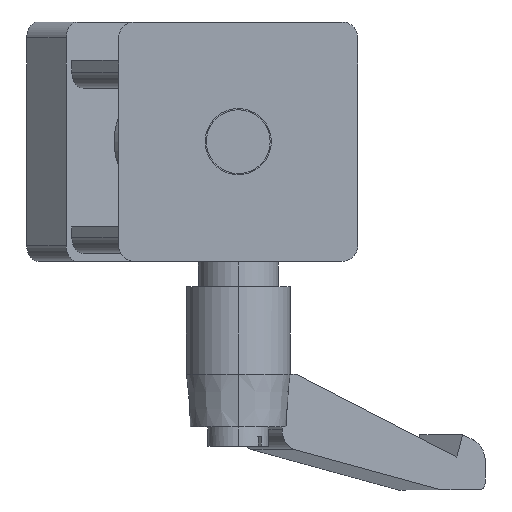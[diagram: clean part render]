
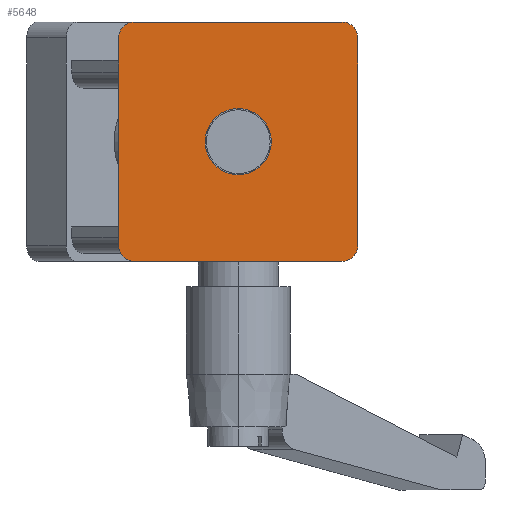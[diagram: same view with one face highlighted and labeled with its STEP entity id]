
A CAD part, front view. The second image highlights one B-rep face of the part: STEP entity #5648.
In plain terms, the highlighted planar face has unit normal (0, -1, 0).
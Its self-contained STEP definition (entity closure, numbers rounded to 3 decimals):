
#8 = CARTESIAN_POINT ( 'NONE',  ( 0., -7., 15. ) ) ;
#124 = EDGE_CURVE ( 'NONE', #3440, #4677, #4000, .T. ) ;
#139 = CARTESIAN_POINT ( 'NONE',  ( 0., -7., -4.15 ) ) ;
#195 = DIRECTION ( 'NONE',  ( 0., 1., 0. ) ) ;
#288 = CIRCLE ( 'NONE', #5948, 4.15 ) ;
#314 = VERTEX_POINT ( 'NONE', #5132 ) ;
#356 = ORIENTED_EDGE ( 'NONE', *, *, #5595, .F. ) ;
#494 = ORIENTED_EDGE ( 'NONE', *, *, #3125, .F. ) ;
#516 = CARTESIAN_POINT ( 'NONE',  ( 0., -7., 0. ) ) ;
#673 = EDGE_LOOP ( 'NONE', ( #868, #356 ) ) ;
#681 = EDGE_CURVE ( 'NONE', #314, #3440, #3386, .T. ) ;
#702 = AXIS2_PLACEMENT_3D ( 'NONE', #825, #4063, #3501 ) ;
#742 = DIRECTION ( 'NONE',  ( 0., 0., 1. ) ) ;
#798 = LINE ( 'NONE', #6739, #6442 ) ;
#825 = CARTESIAN_POINT ( 'NONE',  ( 13., -7., -13. ) ) ;
#868 = ORIENTED_EDGE ( 'NONE', *, *, #2625, .F. ) ;
#1154 = FACE_OUTER_BOUND ( 'NONE', #5722, .T. ) ;
#1405 = ORIENTED_EDGE ( 'NONE', *, *, #681, .F. ) ;
#1627 = CIRCLE ( 'NONE', #702, 2. ) ;
#1696 = ORIENTED_EDGE ( 'NONE', *, *, #124, .F. ) ;
#1722 = AXIS2_PLACEMENT_3D ( 'NONE', #516, #4328, #7066 ) ;
#1735 = FACE_BOUND ( 'NONE', #673, .T. ) ;
#1863 = VECTOR ( 'NONE', #5396, 1000. ) ;
#1900 = VECTOR ( 'NONE', #5357, 1000. ) ;
#1919 = VERTEX_POINT ( 'NONE', #139 ) ;
#1974 = EDGE_CURVE ( 'NONE', #5646, #3170, #4526, .T. ) ;
#1979 = VERTEX_POINT ( 'NONE', #4794 ) ;
#2047 = CIRCLE ( 'NONE', #6348, 2. ) ;
#2059 = DIRECTION ( 'NONE',  ( 0., 1., 0. ) ) ;
#2134 = DIRECTION ( 'NONE',  ( 1., 0., 0. ) ) ;
#2144 = DIRECTION ( 'NONE',  ( 0., 1., 0. ) ) ;
#2625 = EDGE_CURVE ( 'NONE', #5570, #1919, #3173, .T. ) ;
#2644 = AXIS2_PLACEMENT_3D ( 'NONE', #4087, #195, #742 ) ;
#2713 = DIRECTION ( 'NONE',  ( 0., 0., 1. ) ) ;
#2843 = EDGE_CURVE ( 'NONE', #3170, #6373, #6856, .T. ) ;
#3125 = EDGE_CURVE ( 'NONE', #3500, #1979, #2047, .T. ) ;
#3170 = VERTEX_POINT ( 'NONE', #6570 ) ;
#3173 = CIRCLE ( 'NONE', #1722, 4.15 ) ;
#3257 = DIRECTION ( 'NONE',  ( 0., 0., 1. ) ) ;
#3263 = ORIENTED_EDGE ( 'NONE', *, *, #3869, .F. ) ;
#3325 = CARTESIAN_POINT ( 'NONE',  ( -13., -7., 13. ) ) ;
#3386 = LINE ( 'NONE', #5895, #1863 ) ;
#3440 = VERTEX_POINT ( 'NONE', #5121 ) ;
#3469 = CARTESIAN_POINT ( 'NONE',  ( 0., -7., 4.15 ) ) ;
#3500 = VERTEX_POINT ( 'NONE', #3809 ) ;
#3501 = DIRECTION ( 'NONE',  ( 0., 0., 1. ) ) ;
#3619 = CARTESIAN_POINT ( 'NONE',  ( 13., -7., 13. ) ) ;
#3744 = CARTESIAN_POINT ( 'NONE',  ( -13., -7., -13. ) ) ;
#3809 = CARTESIAN_POINT ( 'NONE',  ( -15., -7., 13. ) ) ;
#3825 = DIRECTION ( 'NONE',  ( 0., 1., 0. ) ) ;
#3869 = EDGE_CURVE ( 'NONE', #1979, #5646, #6938, .T. ) ;
#3922 = EDGE_CURVE ( 'NONE', #4677, #3500, #798, .T. ) ;
#4000 = CIRCLE ( 'NONE', #4867, 2. ) ;
#4063 = DIRECTION ( 'NONE',  ( 0., 1., 0. ) ) ;
#4087 = CARTESIAN_POINT ( 'NONE',  ( 0., -7., 0. ) ) ;
#4140 = CARTESIAN_POINT ( 'NONE',  ( -15., -7., -13. ) ) ;
#4328 = DIRECTION ( 'NONE',  ( 0., -1., 0. ) ) ;
#4475 = ORIENTED_EDGE ( 'NONE', *, *, #6062, .F. ) ;
#4526 = CIRCLE ( 'NONE', #6826, 2. ) ;
#4648 = PLANE ( 'NONE',  #2644 ) ;
#4677 = VERTEX_POINT ( 'NONE', #4140 ) ;
#4771 = DIRECTION ( 'NONE',  ( 0., 0., 1. ) ) ;
#4794 = CARTESIAN_POINT ( 'NONE',  ( -13., -7., 15. ) ) ;
#4849 = CARTESIAN_POINT ( 'NONE',  ( 15., -7., 0. ) ) ;
#4867 = AXIS2_PLACEMENT_3D ( 'NONE', #3744, #2144, #4901 ) ;
#4901 = DIRECTION ( 'NONE',  ( 0., 0., 1. ) ) ;
#5121 = CARTESIAN_POINT ( 'NONE',  ( -13., -7., -15. ) ) ;
#5132 = CARTESIAN_POINT ( 'NONE',  ( 13., -7., -15. ) ) ;
#5357 = DIRECTION ( 'NONE',  ( 0., 0., -1. ) ) ;
#5396 = DIRECTION ( 'NONE',  ( -1., 0., 0. ) ) ;
#5548 = ORIENTED_EDGE ( 'NONE', *, *, #3922, .F. ) ;
#5570 = VERTEX_POINT ( 'NONE', #3469 ) ;
#5595 = EDGE_CURVE ( 'NONE', #1919, #5570, #288, .T. ) ;
#5617 = CARTESIAN_POINT ( 'NONE',  ( 0., -7., 0. ) ) ;
#5646 = VERTEX_POINT ( 'NONE', #6248 ) ;
#5648 = ADVANCED_FACE ( 'NONE', ( #1735, #1154 ), #4648, .F. ) ;
#5722 = EDGE_LOOP ( 'NONE', ( #494, #5548, #1696, #1405, #4475, #6100, #5876, #3263 ) ) ;
#5876 = ORIENTED_EDGE ( 'NONE', *, *, #1974, .F. ) ;
#5895 = CARTESIAN_POINT ( 'NONE',  ( 0., -7., -15. ) ) ;
#5948 = AXIS2_PLACEMENT_3D ( 'NONE', #5617, #6773, #6728 ) ;
#6062 = EDGE_CURVE ( 'NONE', #6373, #314, #1627, .T. ) ;
#6084 = VECTOR ( 'NONE', #2134, 1000. ) ;
#6100 = ORIENTED_EDGE ( 'NONE', *, *, #2843, .F. ) ;
#6248 = CARTESIAN_POINT ( 'NONE',  ( 13., -7., 15. ) ) ;
#6348 = AXIS2_PLACEMENT_3D ( 'NONE', #3325, #3825, #2713 ) ;
#6373 = VERTEX_POINT ( 'NONE', #6568 ) ;
#6442 = VECTOR ( 'NONE', #3257, 1000. ) ;
#6568 = CARTESIAN_POINT ( 'NONE',  ( 15., -7., -13. ) ) ;
#6570 = CARTESIAN_POINT ( 'NONE',  ( 15., -7., 13. ) ) ;
#6728 = DIRECTION ( 'NONE',  ( 0., 0., 1. ) ) ;
#6739 = CARTESIAN_POINT ( 'NONE',  ( -15., -7., 0. ) ) ;
#6773 = DIRECTION ( 'NONE',  ( 0., -1., 0. ) ) ;
#6826 = AXIS2_PLACEMENT_3D ( 'NONE', #3619, #2059, #4771 ) ;
#6856 = LINE ( 'NONE', #4849, #1900 ) ;
#6938 = LINE ( 'NONE', #8, #6084 ) ;
#7066 = DIRECTION ( 'NONE',  ( 0., 0., 1. ) ) ;
